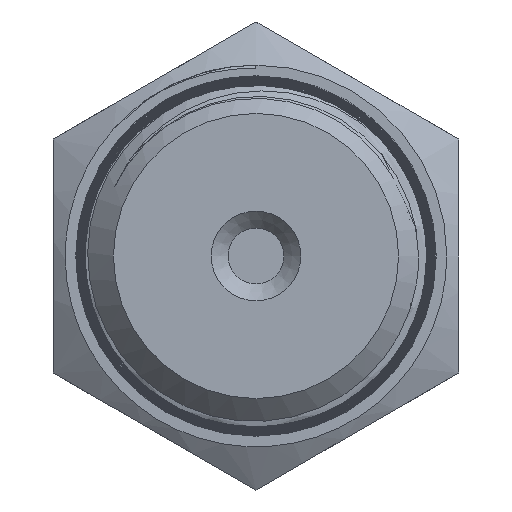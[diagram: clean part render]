
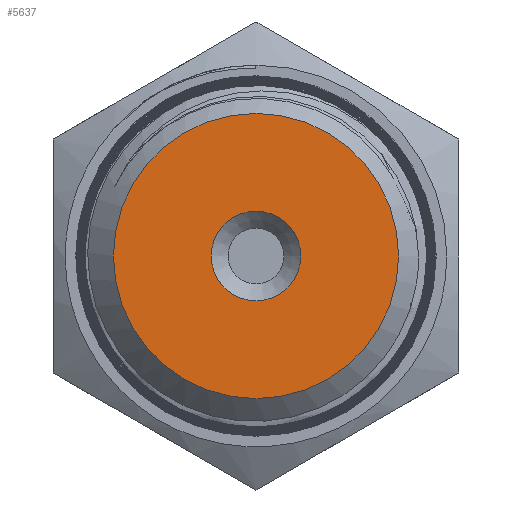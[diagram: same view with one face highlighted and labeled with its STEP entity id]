
A CAD part, left-side view. The second image highlights one B-rep face of the part: STEP entity #5637.
In plain terms, the highlighted planar face has unit normal (-1, 0, 0).
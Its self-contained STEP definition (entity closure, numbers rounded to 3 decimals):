
#301=FACE_BOUND('',#1027,.T.);
#336=PLANE('',#5834);
#680=FACE_OUTER_BOUND('',#1026,.T.);
#1026=EDGE_LOOP('',(#5206));
#1027=EDGE_LOOP('',(#5207));
#1098=CIRCLE('',#5833,2.65);
#1099=CIRCLE('',#5835,8.445);
#2718=VERTEX_POINT('',#16627);
#2719=VERTEX_POINT('',#16631);
#3553=EDGE_CURVE('',#2718,#2718,#1098,.T.);
#3554=EDGE_CURVE('',#2719,#2719,#1099,.T.);
#5206=ORIENTED_EDGE('',*,*,#3554,.F.);
#5207=ORIENTED_EDGE('',*,*,#3553,.T.);
#5637=ADVANCED_FACE('',(#680,#301),#336,.T.);
#5833=AXIS2_PLACEMENT_3D('',#16629,#6420,#6421);
#5834=AXIS2_PLACEMENT_3D('',#16630,#6422,#6423);
#5835=AXIS2_PLACEMENT_3D('',#16632,#6424,#6425);
#6420=DIRECTION('center_axis',(1.,0.,0.));
#6421=DIRECTION('ref_axis',(0.,0.,-1.));
#6422=DIRECTION('center_axis',(-1.,0.,0.));
#6423=DIRECTION('ref_axis',(0.,0.,1.));
#6424=DIRECTION('center_axis',(1.,0.,0.));
#6425=DIRECTION('ref_axis',(0.,0.,-1.));
#16627=CARTESIAN_POINT('',(0.,-2.65,0.));
#16629=CARTESIAN_POINT('Origin',(0.,0.,0.));
#16630=CARTESIAN_POINT('Origin',(0.,8.445,0.));
#16631=CARTESIAN_POINT('',(0.,-8.445,0.));
#16632=CARTESIAN_POINT('Origin',(0.,0.,0.));
